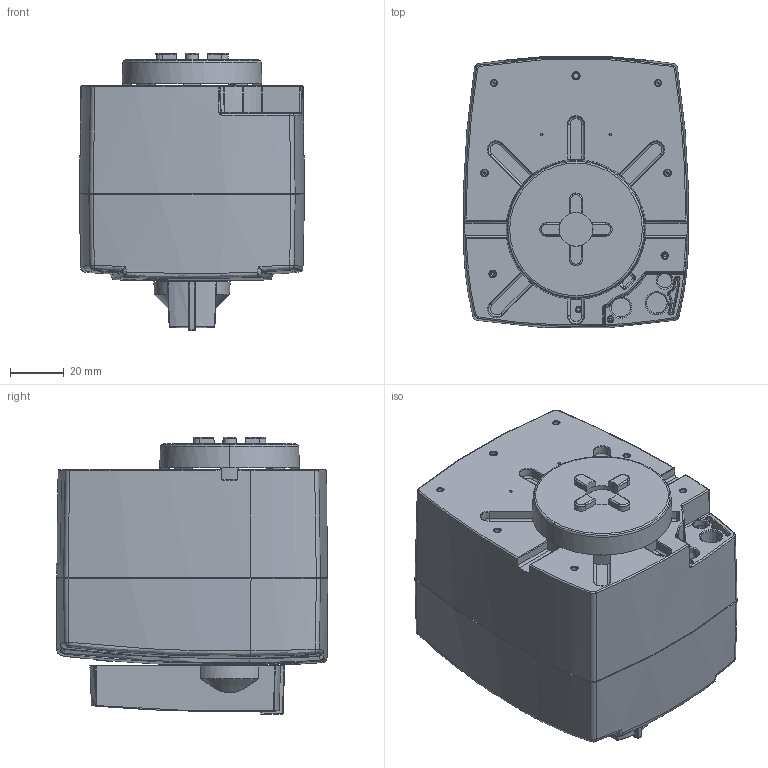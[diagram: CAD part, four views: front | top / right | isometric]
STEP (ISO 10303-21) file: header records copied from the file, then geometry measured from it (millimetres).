
FILE_DESCRIPTION((''),'2;1');
FILE_NAME('AMB_ASM','2015-04-03T',('u317927'),('Danfoss'),'PRO/ENGINEER BY PARAMETRIC TECHNOLOGY CORPORATION, 2014000','PRO/ENGINEER BY PARAMETRIC TECHNOLOGY CORPORATION, 2014000','');
FILE_SCHEMA(('CONFIG_CONTROL_DESIGN'));
Length unit declared in the file: millimetre
Products named in the file (9): OHI_X2_0161_X0_JE_MOTORJA; POKROV_MOTORJA; LED_STEKLO-MOTOR; GUMB_ZA_SKLOPKO-KRATKI; PLO_X2_0161010D_X0_ICA_ZA_SKALO; M3120170; M3120159; AVC10___AVC15__4___5_MIN__ASM; AMB_ASM
Assembly tree (8 placements, depth 3):
  AMB_ASM
    AVC10___AVC15__4___5_MIN__ASM
      OHI_X2_0161_X0_JE_MOTORJA
      POKROV_MOTORJA
      LED_STEKLO-MOTOR
      GUMB_ZA_SKLOPKO-KRATKI
      PLO_X2_0161010D_X0_ICA_ZA_SKALO
      M3120170
      M3120159
Bounding box: 83.69 x 100.81 x 103.13 mm (x, y, z)
Volume: 90495.3 mm3; surface area: 118883.7 mm2
Topology: 6 solids, 7 shells, 3089 faces, 8744 edges, 5547 vertices
Faces by surface type: cylinder 704, plane 624, torus 590, bspline 522, cone 508, sphere 117, extrusion 24
Entity records: 149620 total; most frequent: CARTESIAN_POINT 74943, ORIENTED_EDGE 17104, DIRECTION 14127, EDGE_CURVE 8553, AXIS2_PLACEMENT_3D 6117, VERTEX_POINT 5598, CIRCLE 3550, EDGE_LOOP 3195
